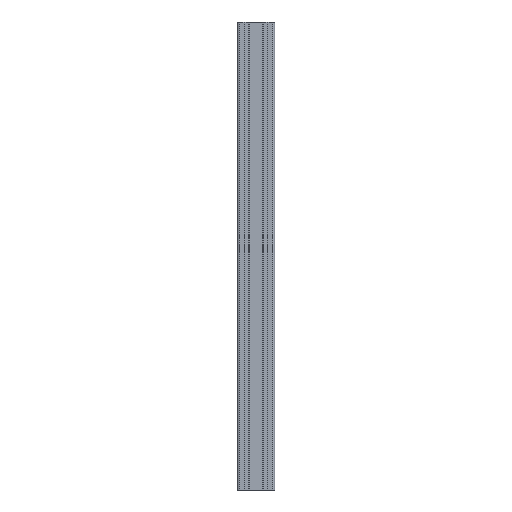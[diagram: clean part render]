
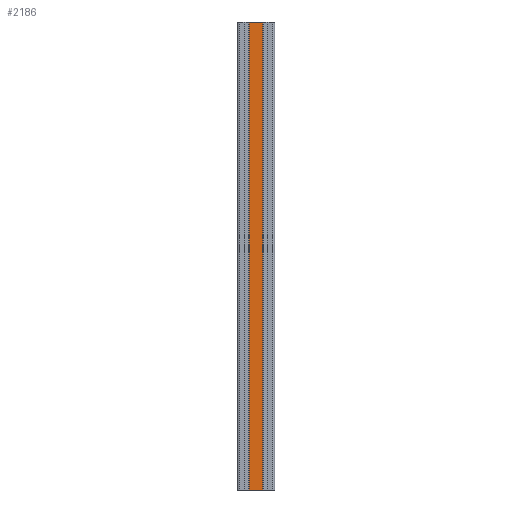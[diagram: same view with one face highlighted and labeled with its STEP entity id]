
A CAD part, left-side view. The second image highlights one B-rep face of the part: STEP entity #2186.
In plain terms, the highlighted planar face has unit normal (-1, 0, 0).
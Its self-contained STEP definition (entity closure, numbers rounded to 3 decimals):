
#237 = AXIS2_PLACEMENT_3D ( 'NONE', #3592, #8744, #4935 ) ;
#282 = CARTESIAN_POINT ( 'NONE',  ( -20., -5.4, 1000. ) ) ;
#500 = DIRECTION ( 'NONE',  ( 0., 1., 0. ) ) ;
#720 = ORIENTED_EDGE ( 'NONE', *, *, #1838, .F. ) ;
#953 = LINE ( 'NONE', #282, #4235 ) ;
#962 = EDGE_CURVE ( 'NONE', #6273, #8740, #7780, .T. ) ;
#1148 = VERTEX_POINT ( 'NONE', #2878 ) ;
#1286 = ORIENTED_EDGE ( 'NONE', *, *, #8248, .T. ) ;
#1622 = DIRECTION ( 'NONE',  ( 0., 0., -1. ) ) ;
#1838 = EDGE_CURVE ( 'NONE', #8740, #3492, #4865, .T. ) ;
#2027 = PLANE ( 'NONE',  #237 ) ;
#2186 = ADVANCED_FACE ( 'NONE', ( #6380 ), #2027, .T. ) ;
#2878 = CARTESIAN_POINT ( 'NONE',  ( -20., -5.4, 1000. ) ) ;
#3492 = VERTEX_POINT ( 'NONE', #4802 ) ;
#3592 = CARTESIAN_POINT ( 'NONE',  ( -20., 0., 1000. ) ) ;
#3603 = VECTOR ( 'NONE', #500, 1000. ) ;
#3911 = VECTOR ( 'NONE', #8630, 1000. ) ;
#4235 = VECTOR ( 'NONE', #1622, 1000. ) ;
#4734 = ORIENTED_EDGE ( 'NONE', *, *, #962, .F. ) ;
#4783 = ORIENTED_EDGE ( 'NONE', *, *, #7755, .T. ) ;
#4802 = CARTESIAN_POINT ( 'NONE',  ( -20., -5.4, 0. ) ) ;
#4839 = CARTESIAN_POINT ( 'NONE',  ( -20., -34.6, 1000. ) ) ;
#4865 = LINE ( 'NONE', #5680, #3911 ) ;
#4935 = DIRECTION ( 'NONE',  ( 0., -1., 0. ) ) ;
#5400 = CARTESIAN_POINT ( 'NONE',  ( -20., -34.6, 0. ) ) ;
#5680 = CARTESIAN_POINT ( 'NONE',  ( -20., 0., 0. ) ) ;
#6273 = VERTEX_POINT ( 'NONE', #7778 ) ;
#6329 = DIRECTION ( 'NONE',  ( 0., 0., -1. ) ) ;
#6380 = FACE_OUTER_BOUND ( 'NONE', #9153, .T. ) ;
#6439 = CARTESIAN_POINT ( 'NONE',  ( -20., 0., 1000. ) ) ;
#6807 = VECTOR ( 'NONE', #6329, 1000. ) ;
#7071 = LINE ( 'NONE', #6439, #3603 ) ;
#7755 = EDGE_CURVE ( 'NONE', #1148, #3492, #953, .T. ) ;
#7778 = CARTESIAN_POINT ( 'NONE',  ( -20., -34.6, 1000. ) ) ;
#7780 = LINE ( 'NONE', #4839, #6807 ) ;
#8248 = EDGE_CURVE ( 'NONE', #6273, #1148, #7071, .T. ) ;
#8630 = DIRECTION ( 'NONE',  ( 0., 1., 0. ) ) ;
#8740 = VERTEX_POINT ( 'NONE', #5400 ) ;
#8744 = DIRECTION ( 'NONE',  ( -1., 0., 0. ) ) ;
#9153 = EDGE_LOOP ( 'NONE', ( #720, #4734, #1286, #4783 ) ) ;
